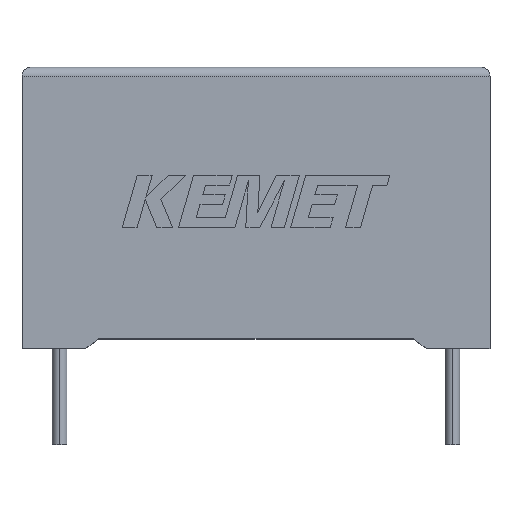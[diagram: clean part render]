
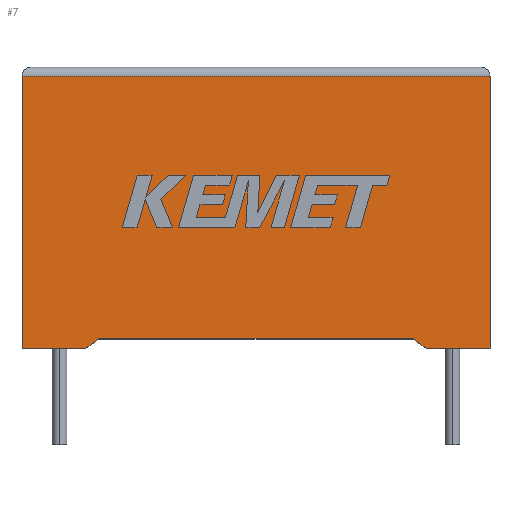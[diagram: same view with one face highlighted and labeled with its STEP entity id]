
A CAD part, top view. The second image highlights one B-rep face of the part: STEP entity #7.
In plain terms, the highlighted planar face has unit normal (0, 0, 1).
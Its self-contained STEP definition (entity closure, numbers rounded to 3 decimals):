
#7 = ADVANCED_FACE ( 'NONE', ( #2054 ), #1361, .F. ) ;
#62 = LINE ( 'NONE', #327, #776 ) ;
#198 = VECTOR ( 'NONE', #507, 1000. ) ;
#231 = LINE ( 'NONE', #1182, #2678 ) ;
#272 = DIRECTION ( 'NONE',  ( 1., 0., 0. ) ) ;
#280 = CARTESIAN_POINT ( 'NONE',  ( 26.8, 0., 7.2 ) ) ;
#300 = DIRECTION ( 'NONE',  ( 0., 1., 0. ) ) ;
#327 = CARTESIAN_POINT ( 'NONE',  ( 23.15, 0., 7.2 ) ) ;
#328 = ORIENTED_EDGE ( 'NONE', *, *, #2352, .T. ) ;
#495 = EDGE_LOOP ( 'NONE', ( #328, #3045, #2137, #2892, #973, #1678, #1419, #1317 ) ) ;
#507 = DIRECTION ( 'NONE',  ( 1., 0., 0. ) ) ;
#533 = LINE ( 'NONE', #1504, #2268 ) ;
#602 = VERTEX_POINT ( 'NONE', #1792 ) ;
#607 = DIRECTION ( 'NONE',  ( -1., 0., 0. ) ) ;
#621 = VECTOR ( 'NONE', #2807, 1000. ) ;
#719 = CARTESIAN_POINT ( 'NONE',  ( 0., 0., 7.2 ) ) ;
#776 = VECTOR ( 'NONE', #2686, 1000. ) ;
#787 = LINE ( 'NONE', #280, #1525 ) ;
#821 = DIRECTION ( 'NONE',  ( -1., 0., 0. ) ) ;
#841 = CARTESIAN_POINT ( 'NONE',  ( 23.15, 0., 7.2 ) ) ;
#888 = DIRECTION ( 'NONE',  ( 0., 0., -1. ) ) ;
#960 = LINE ( 'NONE', #2589, #621 ) ;
#973 = ORIENTED_EDGE ( 'NONE', *, *, #2602, .F. ) ;
#1006 = EDGE_CURVE ( 'NONE', #2945, #2916, #533, .T. ) ;
#1021 = VERTEX_POINT ( 'NONE', #1529 ) ;
#1036 = VECTOR ( 'NONE', #607, 1000. ) ;
#1182 = CARTESIAN_POINT ( 'NONE',  ( 0., 15.6, 7.2 ) ) ;
#1225 = EDGE_CURVE ( 'NONE', #2039, #2363, #2969, .T. ) ;
#1284 = AXIS2_PLACEMENT_3D ( 'NONE', #3007, #888, #821 ) ;
#1317 = ORIENTED_EDGE ( 'NONE', *, *, #1772, .T. ) ;
#1361 = PLANE ( 'NONE',  #1284 ) ;
#1419 = ORIENTED_EDGE ( 'NONE', *, *, #2770, .T. ) ;
#1454 = CARTESIAN_POINT ( 'NONE',  ( 0., 0., 7.2 ) ) ;
#1461 = EDGE_CURVE ( 'NONE', #2916, #602, #2627, .T. ) ;
#1489 = VERTEX_POINT ( 'NONE', #841 ) ;
#1504 = CARTESIAN_POINT ( 'NONE',  ( 0., 0., 7.2 ) ) ;
#1525 = VECTOR ( 'NONE', #300, 1000. ) ;
#1529 = CARTESIAN_POINT ( 'NONE',  ( 26.8, 15.6, 7.2 ) ) ;
#1554 = CARTESIAN_POINT ( 'NONE',  ( 0., 0., 7.2 ) ) ;
#1650 = CARTESIAN_POINT ( 'NONE',  ( 26.8, 0., 7.2 ) ) ;
#1678 = ORIENTED_EDGE ( 'NONE', *, *, #1225, .F. ) ;
#1772 = EDGE_CURVE ( 'NONE', #1489, #2298, #2624, .T. ) ;
#1780 = CARTESIAN_POINT ( 'NONE',  ( 0., 15.6, 7.2 ) ) ;
#1792 = CARTESIAN_POINT ( 'NONE',  ( 3.65, 0., 7.2 ) ) ;
#1805 = CARTESIAN_POINT ( 'NONE',  ( 13.4, 0.555, 7.2 ) ) ;
#2039 = VERTEX_POINT ( 'NONE', #2850 ) ;
#2045 = EDGE_CURVE ( 'NONE', #1021, #2945, #231, .T. ) ;
#2054 = FACE_OUTER_BOUND ( 'NONE', #495, .T. ) ;
#2128 = DIRECTION ( 'NONE',  ( -1., 0., 0. ) ) ;
#2137 = ORIENTED_EDGE ( 'NONE', *, *, #1006, .T. ) ;
#2200 = DIRECTION ( 'NONE',  ( 0., -1., 0. ) ) ;
#2234 = VECTOR ( 'NONE', #272, 1000. ) ;
#2268 = VECTOR ( 'NONE', #2200, 1000. ) ;
#2298 = VERTEX_POINT ( 'NONE', #1650 ) ;
#2352 = EDGE_CURVE ( 'NONE', #2298, #1021, #787, .T. ) ;
#2363 = VERTEX_POINT ( 'NONE', #2412 ) ;
#2412 = CARTESIAN_POINT ( 'NONE',  ( 4.394, 0.555, 7.2 ) ) ;
#2589 = CARTESIAN_POINT ( 'NONE',  ( 3.65, 0., 7.2 ) ) ;
#2602 = EDGE_CURVE ( 'NONE', #2363, #602, #960, .T. ) ;
#2624 = LINE ( 'NONE', #1454, #2234 ) ;
#2627 = LINE ( 'NONE', #719, #198 ) ;
#2678 = VECTOR ( 'NONE', #2128, 1000. ) ;
#2686 = DIRECTION ( 'NONE',  ( 0.802, -0.598, 0. ) ) ;
#2770 = EDGE_CURVE ( 'NONE', #2039, #1489, #62, .T. ) ;
#2807 = DIRECTION ( 'NONE',  ( -0.802, -0.598, 0. ) ) ;
#2850 = CARTESIAN_POINT ( 'NONE',  ( 22.406, 0.555, 7.2 ) ) ;
#2892 = ORIENTED_EDGE ( 'NONE', *, *, #1461, .T. ) ;
#2916 = VERTEX_POINT ( 'NONE', #1554 ) ;
#2945 = VERTEX_POINT ( 'NONE', #1780 ) ;
#2969 = LINE ( 'NONE', #1805, #1036 ) ;
#3007 = CARTESIAN_POINT ( 'NONE',  ( 0., 0., 7.2 ) ) ;
#3045 = ORIENTED_EDGE ( 'NONE', *, *, #2045, .T. ) ;
